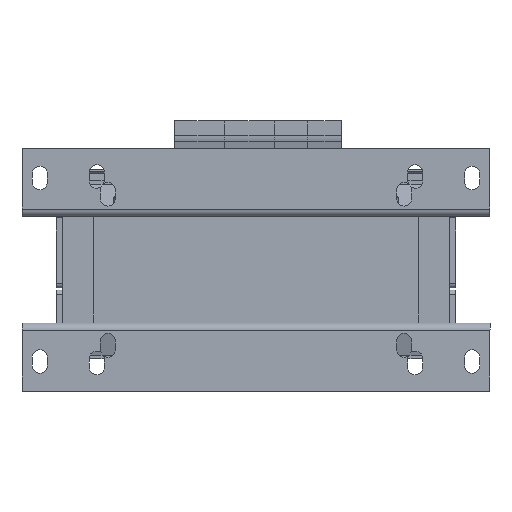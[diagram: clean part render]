
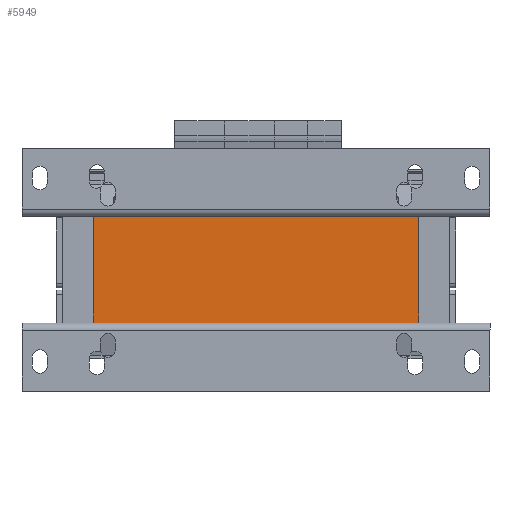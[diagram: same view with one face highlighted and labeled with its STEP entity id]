
A CAD part, front view. The second image highlights one B-rep face of the part: STEP entity #5949.
In plain terms, the highlighted planar face has unit normal (0, -1, 0).
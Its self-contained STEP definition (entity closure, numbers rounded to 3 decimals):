
#104 = EDGE_LOOP ( 'NONE', ( #5709, #3135, #7178, #440 ) ) ;
#409 = LINE ( 'NONE', #6440, #8185 ) ;
#440 = ORIENTED_EDGE ( 'NONE', *, *, #9730, .T. ) ;
#704 = CARTESIAN_POINT ( 'NONE',  ( 110., -110.001, 36. ) ) ;
#1098 = VERTEX_POINT ( 'NONE', #3546 ) ;
#1654 = DIRECTION ( 'NONE',  ( 0., 0., -1. ) ) ;
#1892 = VERTEX_POINT ( 'NONE', #12146 ) ;
#2320 = EDGE_CURVE ( 'NONE', #1098, #3179, #16887, .T. ) ;
#2892 = VERTEX_POINT ( 'NONE', #12418 ) ;
#2936 = EDGE_CURVE ( 'NONE', #1892, #3179, #409, .T. ) ;
#3135 = ORIENTED_EDGE ( 'NONE', *, *, #2320, .F. ) ;
#3179 = VERTEX_POINT ( 'NONE', #11448 ) ;
#3460 = PLANE ( 'NONE',  #14158 ) ;
#3546 = CARTESIAN_POINT ( 'NONE',  ( 110., -110.001, 36. ) ) ;
#5033 = VECTOR ( 'NONE', #11663, 1000. ) ;
#5440 = VECTOR ( 'NONE', #15120, 1000. ) ;
#5709 = ORIENTED_EDGE ( 'NONE', *, *, #2936, .T. ) ;
#5949 = ADVANCED_FACE ( 'NONE', ( #15560 ), #3460, .F. ) ;
#6102 = CARTESIAN_POINT ( 'NONE',  ( -110., -110.001, 36. ) ) ;
#6440 = CARTESIAN_POINT ( 'NONE',  ( -110., -110.001, -36. ) ) ;
#6524 = DIRECTION ( 'NONE',  ( 0., 1., 0. ) ) ;
#7178 = ORIENTED_EDGE ( 'NONE', *, *, #11256, .F. ) ;
#8185 = VECTOR ( 'NONE', #18295, 1000. ) ;
#8752 = CARTESIAN_POINT ( 'NONE',  ( -110., -110.001, 36. ) ) ;
#8936 = LINE ( 'NONE', #8752, #5033 ) ;
#9730 = EDGE_CURVE ( 'NONE', #2892, #1892, #16974, .T. ) ;
#10843 = CARTESIAN_POINT ( 'NONE',  ( -110., -110.001, 36. ) ) ;
#11256 = EDGE_CURVE ( 'NONE', #2892, #1098, #8936, .T. ) ;
#11448 = CARTESIAN_POINT ( 'NONE',  ( 110., -110.001, -36. ) ) ;
#11663 = DIRECTION ( 'NONE',  ( 1., 0., 0. ) ) ;
#12146 = CARTESIAN_POINT ( 'NONE',  ( -110., -110.001, -36. ) ) ;
#12418 = CARTESIAN_POINT ( 'NONE',  ( -110., -110.001, 36. ) ) ;
#14158 = AXIS2_PLACEMENT_3D ( 'NONE', #10843, #6524, #16735 ) ;
#15120 = DIRECTION ( 'NONE',  ( 0., 0., -1. ) ) ;
#15560 = FACE_OUTER_BOUND ( 'NONE', #104, .T. ) ;
#16735 = DIRECTION ( 'NONE',  ( 0., 0., 1. ) ) ;
#16887 = LINE ( 'NONE', #704, #5440 ) ;
#16974 = LINE ( 'NONE', #6102, #17193 ) ;
#17193 = VECTOR ( 'NONE', #1654, 1000. ) ;
#18295 = DIRECTION ( 'NONE',  ( 1., 0., 0. ) ) ;
